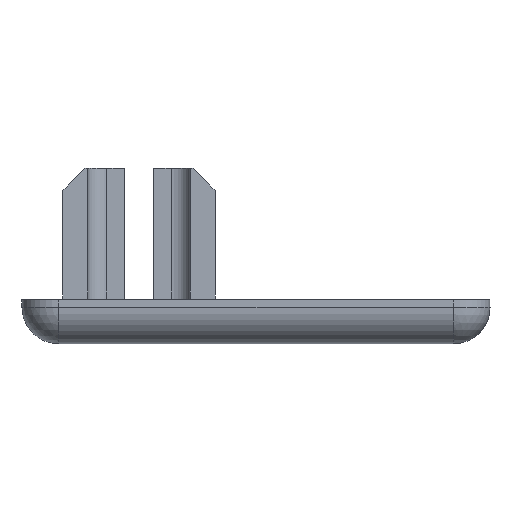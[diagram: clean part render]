
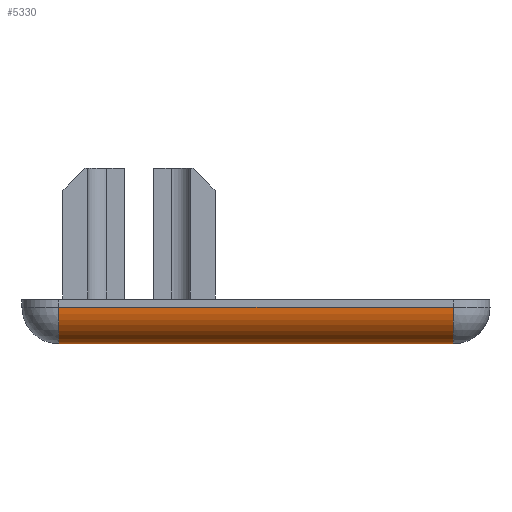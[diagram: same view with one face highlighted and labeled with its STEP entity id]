
A CAD part, left-side view. The second image highlights one B-rep face of the part: STEP entity #5330.
In plain terms, the highlighted cylindrical face has radius 2.5 mm (diameter 5 mm), a partial arc.
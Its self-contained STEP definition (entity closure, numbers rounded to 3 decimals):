
#202=CYLINDRICAL_SURFACE('',#5852,2.5);
#284=CIRCLE('',#5845,2.5);
#285=CIRCLE('',#5847,2.5);
#566=FACE_OUTER_BOUND('',#856,.T.);
#856=EDGE_LOOP('',(#4787,#4788,#4789,#4790));
#1414=LINE('',#8976,#1971);
#1415=LINE('',#8977,#1972);
#1971=VECTOR('',#7397,1.);
#1972=VECTOR('',#7398,1.);
#2486=VERTEX_POINT('',#8958);
#2487=VERTEX_POINT('',#8960);
#2488=VERTEX_POINT('',#8964);
#2489=VERTEX_POINT('',#8965);
#3253=EDGE_CURVE('',#2486,#2487,#284,.T.);
#3254=EDGE_CURVE('',#2488,#2489,#285,.T.);
#3260=EDGE_CURVE('',#2488,#2487,#1414,.T.);
#3261=EDGE_CURVE('',#2486,#2489,#1415,.T.);
#4787=ORIENTED_EDGE('',*,*,#3253,.T.);
#4788=ORIENTED_EDGE('',*,*,#3260,.F.);
#4789=ORIENTED_EDGE('',*,*,#3254,.T.);
#4790=ORIENTED_EDGE('',*,*,#3261,.F.);
#5330=ADVANCED_FACE('',(#566),#202,.T.);
#5845=AXIS2_PLACEMENT_3D('',#8962,#7378,#7379);
#5847=AXIS2_PLACEMENT_3D('',#8966,#7382,#7383);
#5852=AXIS2_PLACEMENT_3D('',#8975,#7395,#7396);
#7378=DIRECTION('center_axis',(0.,1.,0.));
#7379=DIRECTION('ref_axis',(-1.,0.,0.));
#7382=DIRECTION('center_axis',(0.,-1.,0.));
#7383=DIRECTION('ref_axis',(-1.,0.,0.));
#7395=DIRECTION('center_axis',(0.,1.,0.));
#7396=DIRECTION('ref_axis',(-1.,0.,0.));
#7397=DIRECTION('',(0.,-1.,0.));
#7398=DIRECTION('',(0.,1.,0.));
#8958=CARTESIAN_POINT('',(-20.,-13.5,-3.));
#8960=CARTESIAN_POINT('',(-22.5,-13.5,-0.5));
#8962=CARTESIAN_POINT('Origin',(-20.,-13.5,-0.5));
#8964=CARTESIAN_POINT('',(-22.5,13.5,-0.5));
#8965=CARTESIAN_POINT('',(-20.,13.5,-3.));
#8966=CARTESIAN_POINT('Origin',(-20.,13.5,-0.5));
#8975=CARTESIAN_POINT('Origin',(-20.,-16.,-0.5));
#8976=CARTESIAN_POINT('',(-22.5,-1.25,-0.5));
#8977=CARTESIAN_POINT('',(-20.,-8.,-3.));
